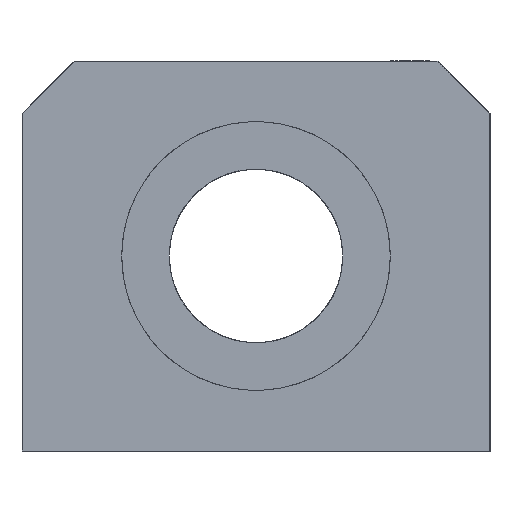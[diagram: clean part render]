
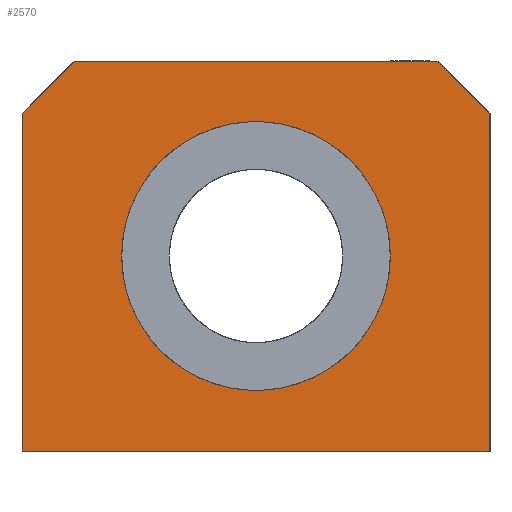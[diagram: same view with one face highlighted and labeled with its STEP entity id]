
A CAD part, left-side view. The second image highlights one B-rep face of the part: STEP entity #2570.
In plain terms, the highlighted free-form (B-spline) face has degree [1, 1] with [2, 2] control points.
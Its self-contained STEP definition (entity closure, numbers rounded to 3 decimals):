
#1420 = CARTESIAN_POINT ('', (0., 108., 0.));
#1430 = VERTEX_POINT ('', #1420);
#1440 = CARTESIAN_POINT ('', (0., 0., 0.));
#1450 = VERTEX_POINT ('', #1440);
#1460 = CARTESIAN_POINT ('', (0., 108., 0.));
#1470 = CARTESIAN_POINT ('', (0., 0., 0.));
#1480 = B_SPLINE_CURVE_WITH_KNOTS ('', 1, (#1460, #1470), .UNSPECIFIED., .F., .U., (2, 2), (0., 1.), .UNSPECIFIED.);
#1490 = EDGE_CURVE ('', #1430, #1450, #1480, .T.);
#1500 = ORIENTED_EDGE ('', *, *, #1490, .T.);
#1510 = CARTESIAN_POINT ('', (0., 0., 78.));
#1520 = VERTEX_POINT ('', #1510);
#1530 = CARTESIAN_POINT ('', (0., 0., 0.));
#1540 = CARTESIAN_POINT ('', (0., 0., 78.));
#1550 = B_SPLINE_CURVE_WITH_KNOTS ('', 1, (#1530, #1540), .UNSPECIFIED., .F., .U., (2, 2), (0., 1.), .UNSPECIFIED.);
#1560 = EDGE_CURVE ('', #1450, #1520, #1550, .T.);
#1570 = ORIENTED_EDGE ('', *, *, #1560, .T.);
#1580 = CARTESIAN_POINT ('', (0., 12., 90.));
#1590 = VERTEX_POINT ('', #1580);
#1600 = CARTESIAN_POINT ('', (0., 0., 78.));
#1610 = CARTESIAN_POINT ('', (0., 4., 82.));
#1620 = CARTESIAN_POINT ('', (0., 8., 86.));
#1630 = CARTESIAN_POINT ('', (0., 12., 90.));
#1640 = B_SPLINE_CURVE_WITH_KNOTS ('', 3, (#1600, #1610, #1620, #1630), .UNSPECIFIED., .F., .U., (4, 4), (0., 1.), .UNSPECIFIED.);
#1650 = EDGE_CURVE ('', #1520, #1590, #1640, .T.);
#1660 = ORIENTED_EDGE ('', *, *, #1650, .T.);
#1670 = CARTESIAN_POINT ('', (0., 96., 90.));
#1680 = VERTEX_POINT ('', #1670);
#1690 = CARTESIAN_POINT ('', (0., 12., 90.));
#1700 = CARTESIAN_POINT ('', (0., 96., 90.));
#1710 = B_SPLINE_CURVE_WITH_KNOTS ('', 1, (#1690, #1700), .UNSPECIFIED., .F., .U., (2, 2), (0., 1.), .UNSPECIFIED.);
#1720 = EDGE_CURVE ('', #1590, #1680, #1710, .T.);
#1730 = ORIENTED_EDGE ('', *, *, #1720, .T.);
#1740 = CARTESIAN_POINT ('', (0., 108., 78.));
#1750 = VERTEX_POINT ('', #1740);
#1760 = CARTESIAN_POINT ('', (0., 96., 90.));
#1770 = CARTESIAN_POINT ('', (0., 100., 86.));
#1780 = CARTESIAN_POINT ('', (0., 104., 82.));
#1790 = CARTESIAN_POINT ('', (0., 108., 78.));
#1800 = B_SPLINE_CURVE_WITH_KNOTS ('', 3, (#1760, #1770, #1780, #1790), .UNSPECIFIED., .F., .U., (4, 4), (0., 1.), .UNSPECIFIED.);
#1810 = EDGE_CURVE ('', #1680, #1750, #1800, .T.);
#1820 = ORIENTED_EDGE ('', *, *, #1810, .T.);
#1830 = CARTESIAN_POINT ('', (0., 108., 78.));
#1840 = CARTESIAN_POINT ('', (0., 108., 0.));
#1850 = B_SPLINE_CURVE_WITH_KNOTS ('', 1, (#1830, #1840), .UNSPECIFIED., .F., .U., (2, 2), (0., 1.), .UNSPECIFIED.);
#1860 = EDGE_CURVE ('', #1750, #1430, #1850, .T.);
#1870 = ORIENTED_EDGE ('', *, *, #1860, .T.);
#1880 = EDGE_LOOP ('', (#1500, #1570, #1660, #1730, #1820, #1870));
#1890 = FACE_OUTER_BOUND ('', #1880, .T.);
#1900 = CARTESIAN_POINT ('', (0., 23., 45.));
#1910 = VERTEX_POINT ('', #1900);
#1920 = CARTESIAN_POINT ('', (0., 85., 45.));
#1930 = VERTEX_POINT ('', #1920);
#1940 = CARTESIAN_POINT ('', (0., 23., 45.));
#1950 = CARTESIAN_POINT ('', (0., 23., 41.06));
#1960 = CARTESIAN_POINT ('', (0., 23.726, 37.256));
#1970 = CARTESIAN_POINT ('', (0., 25.177, 33.589));
#1980 = CARTESIAN_POINT ('', (0., 26.75, 29.612));
#1990 = CARTESIAN_POINT ('', (0., 29.051, 26.109));
#2000 = CARTESIAN_POINT ('', (0., 32.08, 23.08));
#2010 = CARTESIAN_POINT ('', (0., 35.103, 20.055));
#2020 = CARTESIAN_POINT ('', (0., 38.606, 17.754));
#2030 = CARTESIAN_POINT ('', (0., 42.589, 16.177));
#2040 = CARTESIAN_POINT ('', (0., 46.251, 14.726));
#2050 = CARTESIAN_POINT ('', (0., 50.054, 14.001));
#2060 = CARTESIAN_POINT ('', (0., 54., 14.));
#2070 = CARTESIAN_POINT ('', (0., 57.939, 13.999));
#2080 = CARTESIAN_POINT ('', (0., 61.742, 14.725));
#2090 = CARTESIAN_POINT ('', (0., 65.411, 16.177));
#2100 = CARTESIAN_POINT ('', (0., 69.388, 17.75));
#2110 = CARTESIAN_POINT ('', (0., 72.891, 20.051));
#2120 = CARTESIAN_POINT ('', (0., 75.92, 23.08));
#2130 = CARTESIAN_POINT ('', (0., 78.945, 26.103));
#2140 = CARTESIAN_POINT ('', (0., 81.246, 29.606));
#2150 = CARTESIAN_POINT ('', (0., 82.823, 33.589));
#2160 = CARTESIAN_POINT ('', (0., 84.274, 37.252));
#2170 = CARTESIAN_POINT ('', (0., 85., 41.056));
#2180 = CARTESIAN_POINT ('', (0., 85., 45.));
#2190 = B_SPLINE_CURVE_WITH_KNOTS ('', 3, (#1940, #1950, #1960, #1970, #1980, #1990, #2000, #2010, #2020, #2030, #2040, #2050, #2060, #2070, #2080, #2090, #2100, #2110, #2120, #2130, #2140, #2150, #2160, #2170, #2180), .UNSPECIFIED., .F., .U., (4, 3, 3, 3, 3, 3, 3, 3, 4), (0., 0.125, 0.25, 0.375, 0.5, 0.625, 0.75, 0.875, 1.), .UNSPECIFIED.);
#2200 = EDGE_CURVE ('', #1910, #1930, #2190, .T.);
#2210 = ORIENTED_EDGE ('', *, *, #2200, .T.);
#2220 = CARTESIAN_POINT ('', (0., 85., 45.));
#2230 = CARTESIAN_POINT ('', (0., 85., 48.94));
#2240 = CARTESIAN_POINT ('', (0., 84.274, 52.744));
#2250 = CARTESIAN_POINT ('', (0., 82.823, 56.411));
#2260 = CARTESIAN_POINT ('', (0., 81.25, 60.388));
#2270 = CARTESIAN_POINT ('', (0., 78.949, 63.891));
#2280 = CARTESIAN_POINT ('', (0., 75.92, 66.92));
#2290 = CARTESIAN_POINT ('', (0., 72.897, 69.945));
#2300 = CARTESIAN_POINT ('', (0., 69.394, 72.246));
#2310 = CARTESIAN_POINT ('', (0., 65.411, 73.823));
#2320 = CARTESIAN_POINT ('', (0., 61.749, 75.274));
#2330 = CARTESIAN_POINT ('', (0., 57.946, 75.999));
#2340 = CARTESIAN_POINT ('', (0., 54., 76.));
#2350 = CARTESIAN_POINT ('', (0., 50.061, 76.001));
#2360 = CARTESIAN_POINT ('', (0., 46.258, 75.275));
#2370 = CARTESIAN_POINT ('', (0., 42.589, 73.823));
#2380 = CARTESIAN_POINT ('', (0., 38.612, 72.25));
#2390 = CARTESIAN_POINT ('', (0., 35.109, 69.949));
#2400 = CARTESIAN_POINT ('', (0., 32.08, 66.92));
#2410 = CARTESIAN_POINT ('', (0., 29.055, 63.897));
#2420 = CARTESIAN_POINT ('', (0., 26.754, 60.394));
#2430 = CARTESIAN_POINT ('', (0., 25.177, 56.411));
#2440 = CARTESIAN_POINT ('', (0., 23.726, 52.748));
#2450 = CARTESIAN_POINT ('', (0., 23., 48.944));
#2460 = CARTESIAN_POINT ('', (0., 23., 45.));
#2470 = B_SPLINE_CURVE_WITH_KNOTS ('', 3, (#2220, #2230, #2240, #2250, #2260, #2270, #2280, #2290, #2300, #2310, #2320, #2330, #2340, #2350, #2360, #2370, #2380, #2390, #2400, #2410, #2420, #2430, #2440, #2450, #2460), .UNSPECIFIED., .F., .U., (4, 3, 3, 3, 3, 3, 3, 3, 4), (0., 0.125, 0.25, 0.375, 0.5, 0.625, 0.75, 0.875, 1.), .UNSPECIFIED.);
#2480 = EDGE_CURVE ('', #1930, #1910, #2470, .T.);
#2490 = ORIENTED_EDGE ('', *, *, #2480, .T.);
#2500 = EDGE_LOOP ('', (#2210, #2490));
#2510 = FACE_BOUND ('', #2500, .T.);
#2520 = CARTESIAN_POINT ('', (0., 0., 0.));
#2530 = CARTESIAN_POINT ('', (0., 108., 0.));
#2540 = CARTESIAN_POINT ('', (0., 0., 90.));
#2550 = CARTESIAN_POINT ('', (0., 108., 90.));
#2560 = B_SPLINE_SURFACE_WITH_KNOTS ('', 1, 1, ((#2520, #2530), (#2540, #2550)), .UNSPECIFIED., .F., .F., .U., (2, 2), (2, 2), (0., 1.), (0., 1.), .UNSPECIFIED.);
#2570 = ADVANCED_FACE ('', (#1890, #2510), #2560, .T.);
